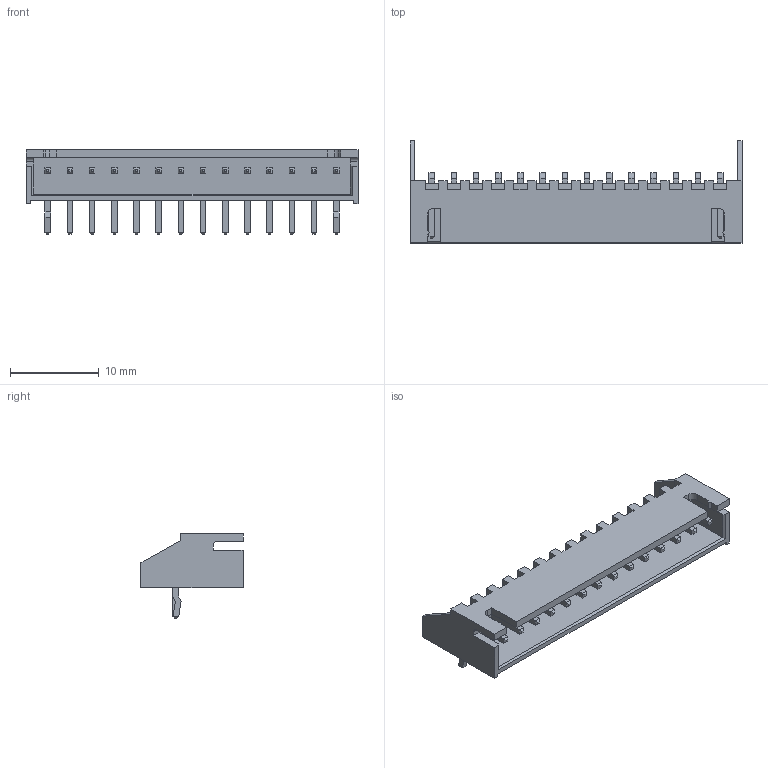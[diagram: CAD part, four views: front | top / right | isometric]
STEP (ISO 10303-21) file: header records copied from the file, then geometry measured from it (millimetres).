
FILE_DESCRIPTION(/* description */ ('model of JST_XH_S14B-XH-A-1_14x2.50mm_Angled_compact.'),/* implementation_level */ FILE_NAME(/* name */ 'JST_XH_S14B-XH-A-1_14x2.50mm_Angled_compact..stp',/* time_stamp */ '2016-09-08T20:04:25',/* author */ ('Rene Poeschl',''),/* organization */ (''),/* preprocessor_version */ '',/* originating_system */ '',/* authorisation */ '');
FILE_NAME(/* name */ 'JST_XH_S14B-XH-A-1_14x2.50mm_Angled_compact..stp',/* time_stamp */ '2016-09-08T20:04:25',/* author */ ('Rene Poeschl',''),/* organization */ (''),/* preprocessor_version */ '',/* originating_system */ '',/* authorisation */ '');
FILE_SCHEMA(('AUTOMOTIVE_DESIGN_CC2 { 1 2 10303 214 -1 1 5 4 }'));
Length unit declared in the file: millimetre
Products named in the file (2): ASSEMBLY; S14B_XH_A_1
Assembly tree (1 placements, depth 2):
  ASSEMBLY
    S14B_XH_A_1
Bounding box: 37.4 x 11.5 x 9.5 mm (x, y, z)
Volume: 746.8 mm3; surface area: 2016.2 mm2
Topology: 1 solids, 1 shells, 445 faces, 1139 edges, 724 vertices
Faces by surface type: plane 413, cylinder 32
Entity records: 30981 total; most frequent: CARTESIAN_POINT 5200, DIRECTION 4058, LINE 3031, VECTOR 3031, ORIENTED_EDGE 2278, PCURVE 2278, DEFINITIONAL_REPRESENTATION 2278, EDGE_CURVE 1139
